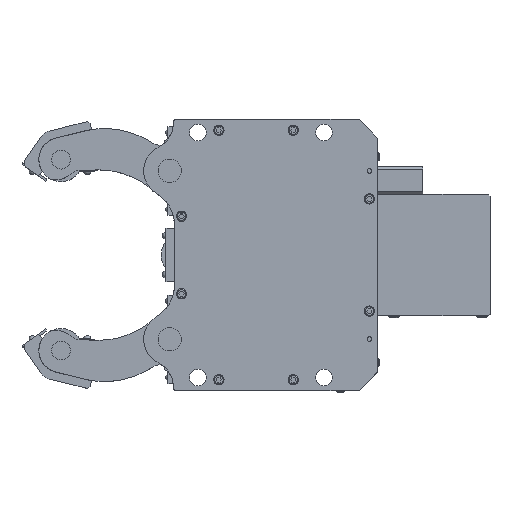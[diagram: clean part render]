
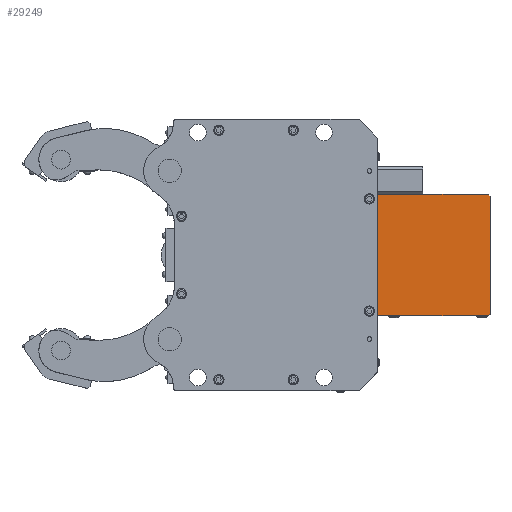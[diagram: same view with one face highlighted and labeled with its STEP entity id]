
A CAD part, top view. The second image highlights one B-rep face of the part: STEP entity #29249.
In plain terms, the highlighted planar face has unit normal (0, 0, 1).
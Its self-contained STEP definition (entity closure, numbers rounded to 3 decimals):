
#498 = LINE ( 'NONE', #13336, #11531 ) ;
#2144 = CARTESIAN_POINT ( 'NONE',  ( 221.917, 12.019, -1. ) ) ;
#3127 = DIRECTION ( 'NONE',  ( 0., 0., 1. ) ) ;
#4922 = CARTESIAN_POINT ( 'NONE',  ( 341.917, -115.981, -1. ) ) ;
#5700 = DIRECTION ( 'NONE',  ( 0., -1., 0. ) ) ;
#6129 = EDGE_CURVE ( 'NONE', #15586, #29756, #33698, .T. ) ;
#6156 = VECTOR ( 'NONE', #5700, 1000. ) ;
#6285 = FACE_OUTER_BOUND ( 'NONE', #33653, .T. ) ;
#6623 = VECTOR ( 'NONE', #12651, 1000. ) ;
#6697 = ORIENTED_EDGE ( 'NONE', *, *, #25066, .F. ) ;
#6932 = CARTESIAN_POINT ( 'NONE',  ( 221.917, -117.981, -1. ) ) ;
#7550 = EDGE_CURVE ( 'NONE', #28685, #28511, #498, .T. ) ;
#8944 = CARTESIAN_POINT ( 'NONE',  ( 341.917, 10.019, -1. ) ) ;
#9194 = EDGE_CURVE ( 'NONE', #29756, #9835, #25988, .T. ) ;
#9835 = VERTEX_POINT ( 'NONE', #11410 ) ;
#9929 = ORIENTED_EDGE ( 'NONE', *, *, #9194, .F. ) ;
#10015 = DIRECTION ( 'NONE',  ( -1., 0., 0. ) ) ;
#10083 = VECTOR ( 'NONE', #17744, 1000. ) ;
#10820 = ORIENTED_EDGE ( 'NONE', *, *, #7550, .F. ) ;
#11410 = CARTESIAN_POINT ( 'NONE',  ( 221.917, -117.981, -1. ) ) ;
#11531 = VECTOR ( 'NONE', #26149, 1000. ) ;
#12651 = DIRECTION ( 'NONE',  ( 0.707, -0.707, 0. ) ) ;
#13336 = CARTESIAN_POINT ( 'NONE',  ( 221.917, 12.019, -1. ) ) ;
#13789 = CARTESIAN_POINT ( 'NONE',  ( 339.917, -117.981, -1. ) ) ;
#15360 = EDGE_CURVE ( 'NONE', #28511, #15699, #28608, .T. ) ;
#15586 = VERTEX_POINT ( 'NONE', #20918 ) ;
#15699 = VERTEX_POINT ( 'NONE', #8944 ) ;
#15956 = DIRECTION ( 'NONE',  ( 1., 0., 0. ) ) ;
#15972 = ORIENTED_EDGE ( 'NONE', *, *, #25170, .F. ) ;
#17744 = DIRECTION ( 'NONE',  ( -0.707, -0.707, 0. ) ) ;
#19101 = PLANE ( 'NONE',  #25446 ) ;
#19753 = DIRECTION ( 'NONE',  ( 0., 1., 0. ) ) ;
#20918 = CARTESIAN_POINT ( 'NONE',  ( 341.917, -115.981, -1. ) ) ;
#21670 = LINE ( 'NONE', #34466, #6156 ) ;
#25066 = EDGE_CURVE ( 'NONE', #15699, #15586, #21670, .T. ) ;
#25170 = EDGE_CURVE ( 'NONE', #9835, #28685, #35705, .T. ) ;
#25446 = AXIS2_PLACEMENT_3D ( 'NONE', #31900, #3127, #15956 ) ;
#25988 = LINE ( 'NONE', #38796, #26377 ) ;
#26149 = DIRECTION ( 'NONE',  ( 1., 0., 0. ) ) ;
#26377 = VECTOR ( 'NONE', #10015, 1000. ) ;
#28511 = VERTEX_POINT ( 'NONE', #35762 ) ;
#28608 = LINE ( 'NONE', #41425, #6623 ) ;
#28685 = VERTEX_POINT ( 'NONE', #2144 ) ;
#29249 = ADVANCED_FACE ( 'NONE', ( #6285 ), #19101, .T. ) ;
#29756 = VERTEX_POINT ( 'NONE', #13789 ) ;
#30539 = ORIENTED_EDGE ( 'NONE', *, *, #6129, .F. ) ;
#30974 = VECTOR ( 'NONE', #19753, 1000. ) ;
#31900 = CARTESIAN_POINT ( 'NONE',  ( 0., 0., -1. ) ) ;
#33653 = EDGE_LOOP ( 'NONE', ( #15972, #9929, #30539, #6697, #40674, #10820 ) ) ;
#33698 = LINE ( 'NONE', #4922, #10083 ) ;
#34466 = CARTESIAN_POINT ( 'NONE',  ( 341.917, 10.019, -1. ) ) ;
#35705 = LINE ( 'NONE', #6932, #30974 ) ;
#35762 = CARTESIAN_POINT ( 'NONE',  ( 339.917, 12.019, -1. ) ) ;
#38796 = CARTESIAN_POINT ( 'NONE',  ( 339.917, -117.981, -1. ) ) ;
#40674 = ORIENTED_EDGE ( 'NONE', *, *, #15360, .F. ) ;
#41425 = CARTESIAN_POINT ( 'NONE',  ( 339.917, 12.019, -1. ) ) ;
